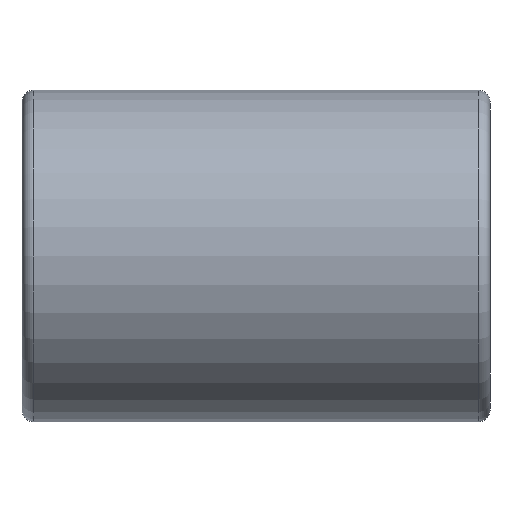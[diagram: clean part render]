
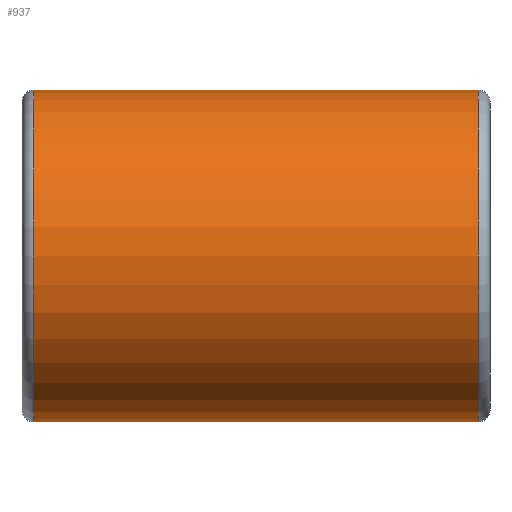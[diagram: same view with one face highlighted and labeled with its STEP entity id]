
A CAD part, front view. The second image highlights one B-rep face of the part: STEP entity #937.
In plain terms, the highlighted cylindrical face has radius 42.5 mm (diameter 85 mm), a partial arc.
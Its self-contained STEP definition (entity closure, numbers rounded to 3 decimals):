
#38 = VERTEX_POINT ( 'NONE', #6753 ) ;
#187 = EDGE_CURVE ( 'NONE', #2734, #6502, #1742, .T. ) ;
#937 = ADVANCED_FACE ( 'NONE', ( #6515 ), #5864, .T. ) ;
#963 = CARTESIAN_POINT ( 'NONE',  ( 117., 0., 0. ) ) ;
#980 = DIRECTION ( 'NONE',  ( -1., 0., 0. ) ) ;
#989 = DIRECTION ( 'NONE',  ( 0., 0., 1. ) ) ;
#991 = CARTESIAN_POINT ( 'NONE',  ( 0., 0., -42.5 ) ) ;
#1238 = AXIS2_PLACEMENT_3D ( 'NONE', #1800, #1793, #1790 ) ;
#1742 = LINE ( 'NONE', #3837, #3135 ) ;
#1790 = DIRECTION ( 'NONE',  ( 0., 0., -1. ) ) ;
#1793 = DIRECTION ( 'NONE',  ( 1., 0., 0. ) ) ;
#1800 = CARTESIAN_POINT ( 'NONE',  ( 3., 0., 0. ) ) ;
#1911 = CARTESIAN_POINT ( 'NONE',  ( 117., 0., -42.5 ) ) ;
#1924 = EDGE_CURVE ( 'NONE', #5453, #38, #4021, .T. ) ;
#2020 = CIRCLE ( 'NONE', #1238, 42.5 ) ;
#2080 = ORIENTED_EDGE ( 'NONE', *, *, #1924, .F. ) ;
#2401 = EDGE_LOOP ( 'NONE', ( #2080, #5759, #3665, #3466 ) ) ;
#2734 = VERTEX_POINT ( 'NONE', #5117 ) ;
#3051 = DIRECTION ( 'NONE',  ( -1., 0., 0. ) ) ;
#3135 = VECTOR ( 'NONE', #3315, 1000. ) ;
#3287 = VECTOR ( 'NONE', #5230, 1000. ) ;
#3315 = DIRECTION ( 'NONE',  ( -1., 0., 0. ) ) ;
#3466 = ORIENTED_EDGE ( 'NONE', *, *, #3753, .T. ) ;
#3665 = ORIENTED_EDGE ( 'NONE', *, *, #187, .T. ) ;
#3693 = CIRCLE ( 'NONE', #6784, 42.5 ) ;
#3753 = EDGE_CURVE ( 'NONE', #6502, #38, #2020, .T. ) ;
#3837 = CARTESIAN_POINT ( 'NONE',  ( 0., 0., 42.5 ) ) ;
#4021 = LINE ( 'NONE', #991, #3287 ) ;
#4575 = CARTESIAN_POINT ( 'NONE',  ( 3., 0., 42.5 ) ) ;
#4923 = AXIS2_PLACEMENT_3D ( 'NONE', #5253, #3051, #5745 ) ;
#5117 = CARTESIAN_POINT ( 'NONE',  ( 117., 0., 42.5 ) ) ;
#5230 = DIRECTION ( 'NONE',  ( -1., 0., 0. ) ) ;
#5253 = CARTESIAN_POINT ( 'NONE',  ( 0., 0., 0. ) ) ;
#5453 = VERTEX_POINT ( 'NONE', #1911 ) ;
#5745 = DIRECTION ( 'NONE',  ( 0., 0., 1. ) ) ;
#5759 = ORIENTED_EDGE ( 'NONE', *, *, #5942, .T. ) ;
#5864 = CYLINDRICAL_SURFACE ( 'NONE', #4923, 42.5 ) ;
#5942 = EDGE_CURVE ( 'NONE', #5453, #2734, #3693, .T. ) ;
#6502 = VERTEX_POINT ( 'NONE', #4575 ) ;
#6515 = FACE_OUTER_BOUND ( 'NONE', #2401, .T. ) ;
#6753 = CARTESIAN_POINT ( 'NONE',  ( 3., 0., -42.5 ) ) ;
#6784 = AXIS2_PLACEMENT_3D ( 'NONE', #963, #980, #989 ) ;
